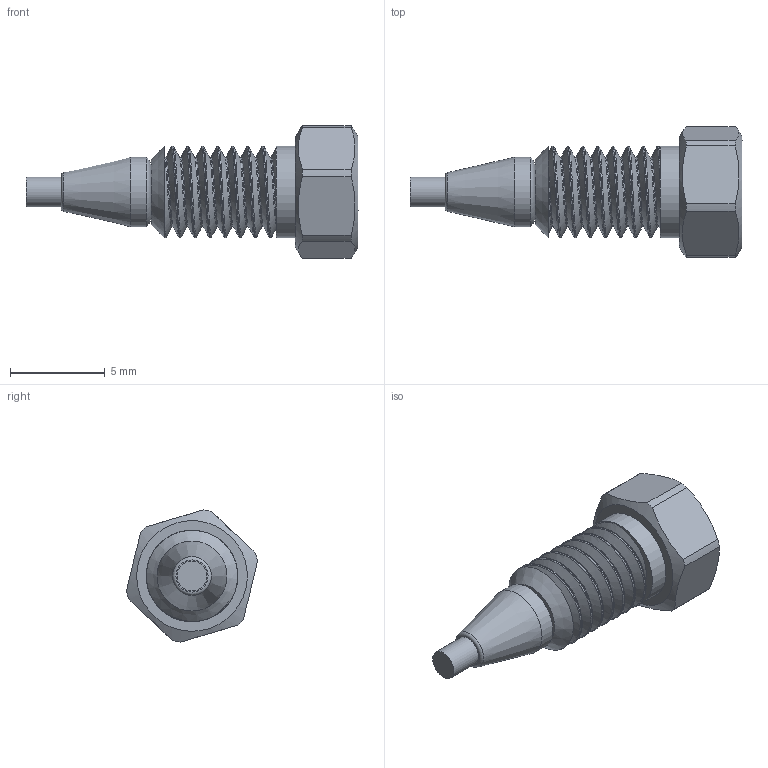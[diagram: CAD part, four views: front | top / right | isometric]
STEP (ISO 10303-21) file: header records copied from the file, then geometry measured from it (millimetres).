
FILE_DESCRIPTION((''),'2;1');
FILE_NAME('305068-ZP1H High pressure plug 1-16.stp','2013-08-22T11:34:46',('Franzp'),(''),'Autodesk Inventor 2013','Autodesk Inventor 2013','');
FILE_SCHEMA(('AUTOMOTIVE_DESIGN { 1 0 10303 214 1 1 1 1 }'));
Length unit declared in the file: millimetre
Products named in the file (3): 305068; 313108; 313110
Assembly tree (2 placements, depth 2):
  305068
    313108
    313110
Bounding box: 17.53 x 6.92 x 6.99 mm (x, y, z)
Volume: 213.3 mm3; surface area: 613.3 mm2
Topology: 3 solids, 3 shells, 49 faces, 108 edges, 70 vertices
Faces by surface type: plane 17, cylinder 16, cone 8, bspline 6, torus 2
Full cylindrical faces by diameter (mm): 0.5 x1, 1.575 x2, 1.7 x1, 2.527 x1, 3.649 x2, 3.683 x1, 4.826 x1
Entity records: 4140 total; most frequent: CARTESIAN_POINT 3128, DIRECTION 190, ORIENTED_EDGE 168, AXIS2_PLACEMENT_3D 89, EDGE_CURVE 84, EDGE_LOOP 77, VERTEX_POINT 65, FACE_OUTER_BOUND 49
